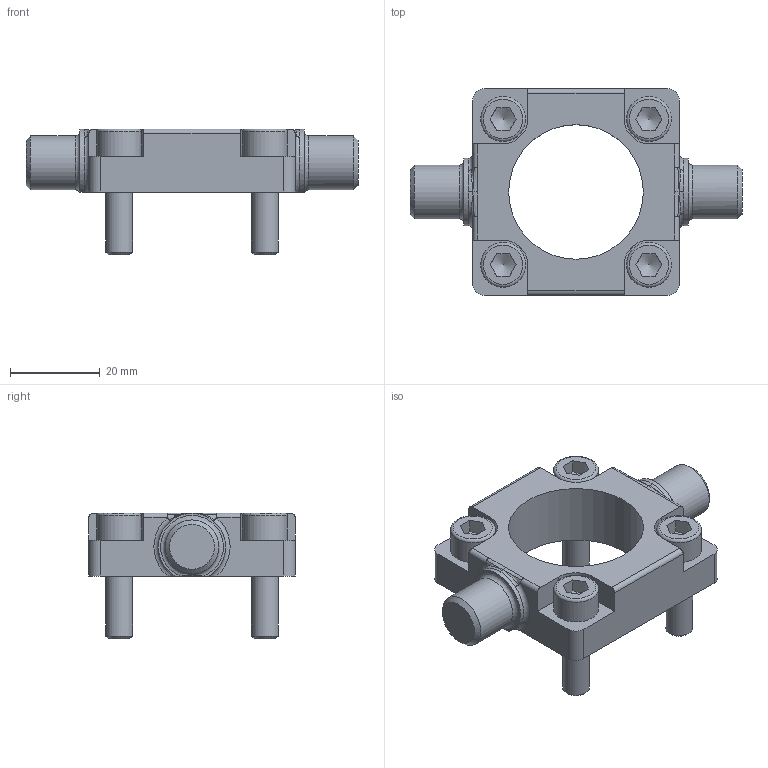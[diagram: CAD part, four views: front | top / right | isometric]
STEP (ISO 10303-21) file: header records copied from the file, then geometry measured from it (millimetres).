
FILE_DESCRIPTION(/* description */ (''),/* implementation_level */ '2;1');
FILE_NAME(/* name */ 'CAD_69075.stp',/* time_stamp */ '2016-06-07T15:53:02+02:00',/* author */ ('Hypex'),/* organization */ ('Hypex'),/* preprocessor_version */ 'ST-DEVELOPER v16.1',/* originating_system */ 'Autodesk Inventor 2016',/* authorisation */ '');
FILE_SCHEMA (('AUTOMOTIVE_DESIGN { 1 0 10303 214 3 1 1 }'));
Length unit declared in the file: millimetre
Products named in the file (1): CAD_69075
Bounding box: 74 x 46 x 28 mm (x, y, z)
Volume: 22558.4 mm3; surface area: 10807.7 mm2
Topology: 1 solids, 1 shells, 127 faces, 312 edges, 199 vertices
Faces by surface type: plane 60, cylinder 31, torus 14, bspline 12, cone 10
Full cylindrical faces by diameter (mm): 6 x4, 6.6 x4, 10 x4, 12 x2, 30 x1
Entity records: 4257 total; most frequent: CARTESIAN_POINT 1344, DIRECTION 558, ORIENTED_EDGE 536, EDGE_CURVE 268, AXIS2_PLACEMENT_3D 216, VERTEX_POINT 190, EDGE_LOOP 176, STYLED_ITEM 128
